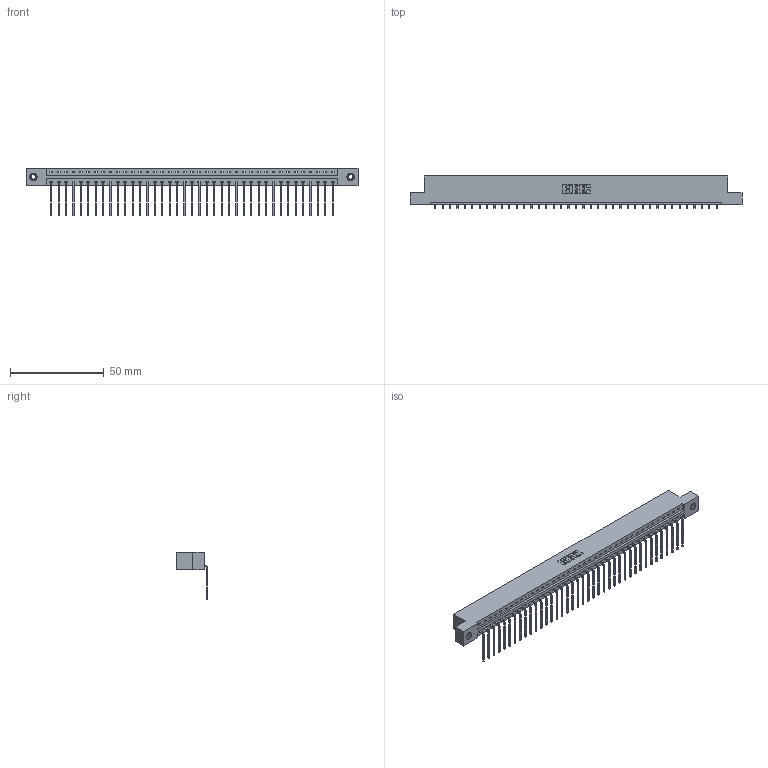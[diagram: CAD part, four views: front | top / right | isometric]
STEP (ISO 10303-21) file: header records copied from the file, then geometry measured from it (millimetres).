
FILE_DESCRIPTION (( 'STEP AP203' ), '1' );
FILE_NAME ('337-039-559-107.STEP', '2019-10-01T19:01:11', ( '' ), ( '' ), 'SwSTEP 2.0', 'SolidWorks 2016', '' );
FILE_SCHEMA (( 'CONFIG_CONTROL_DESIGN' ));
Length unit declared in the file: inch
Products named in the file (4): 337-039-559-107; 345-292-001_558 559 Tail - 1; 345-250-001_345-250-005-103; 337 Part_Flush Mounting Lugs - 0.156 Dia-TI
Assembly tree (42 placements, depth 2):
  337-039-559-107
    337 Part_Flush Mounting Lugs - 0.156 Dia-TI
    345-292-001_558 559 Tail - 1  x39
    345-250-001_345-250-005-103  x2
Bounding box: 177.55 x 17.09 x 25.53 mm (x, y, z)
Volume: 18531.8 mm3; surface area: 19972.6 mm2
Topology: 42 solids, 42 shells, 2670 faces, 8013 edges, 5282 vertices
Faces by surface type: plane 1974, cylinder 680, cone 12, torus 4
Entity records: 30648 total; most frequent: CARTESIAN_POINT 5318, ORIENTED_EDGE 5286, DIRECTION 4515, EDGE_CURVE 2643, LINE 2495, VECTOR 2495, VERTEX_POINT 1756, AXIS2_PLACEMENT_3D 1010
